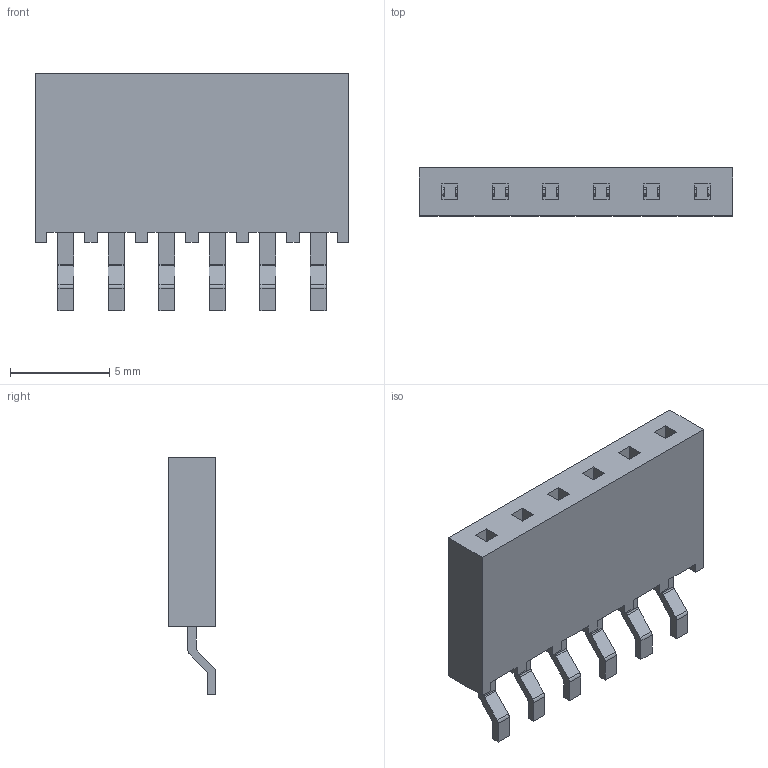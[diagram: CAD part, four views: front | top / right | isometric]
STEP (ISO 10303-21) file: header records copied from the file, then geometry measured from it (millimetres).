
FILE_DESCRIPTION( ( 'STEP AP203' ), '1' );
FILE_NAME( 'SMH-106-02-T-S.stp', '2021-04-26T14:30:02', ( 'License CC BY-ND 4.0' ), ( 'CADENAS' ), ' ', 'PARTsolutions', ' ' );
FILE_SCHEMA( ( 'CONFIG_CONTROL_DESIGN' ) );
Length unit declared in the file: inch
Products named in the file (3): SMH-106-02-T-S; _SMH-106-S_socket; _C-08-03-06-S_SMH
Assembly tree (2 placements, depth 2):
  SMH-106-02-T-S
    _SMH-106-S_socket
    _C-08-03-06-S_SMH
Bounding box: 15.75 x 2.41 x 11.94 mm (x, y, z)
Volume: 321.4 mm3; surface area: 800.1 mm2
Topology: 2 solids, 2 shells, 183 faces, 510 edges, 340 vertices
Faces by surface type: plane 159, cylinder 24
Entity records: 5924 total; most frequent: CARTESIAN_POINT 1036, ORIENTED_EDGE 1020, DIRECTION 930, EDGE_CURVE 510, LINE 462, VECTOR 462, VERTEX_POINT 340, AXIS2_PLACEMENT_3D 234
